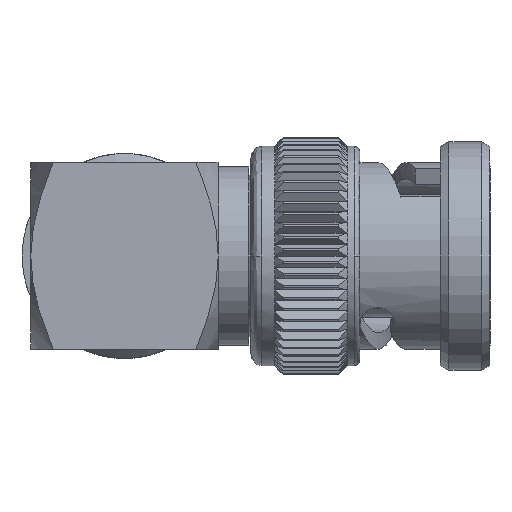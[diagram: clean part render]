
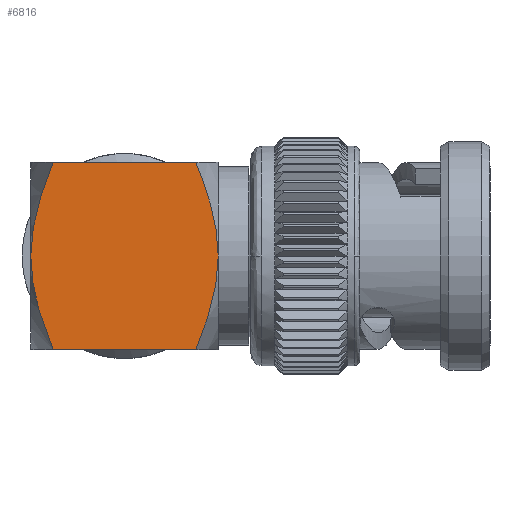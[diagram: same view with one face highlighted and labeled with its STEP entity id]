
A CAD part, left-side view. The second image highlights one B-rep face of the part: STEP entity #6816.
In plain terms, the highlighted planar face has unit normal (-1, 0, 0).
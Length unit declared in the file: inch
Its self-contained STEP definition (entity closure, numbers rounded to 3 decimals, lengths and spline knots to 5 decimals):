
#120 = EDGE_CURVE ( 'NONE', #14488, #3201, #6895, .T. ) ;
#732 = CARTESIAN_POINT ( 'NONE',  ( -0.225, -0.17119, 0.225 ) ) ;
#1129 = CARTESIAN_POINT ( 'NONE',  ( -0.225, -0.225, -0.01933 ) ) ;
#1242 = CARTESIAN_POINT ( 'NONE',  ( -0.225, 0.17854, 0.20701 ) ) ;
#1366 = ORIENTED_EDGE ( 'NONE', *, *, #10916, .F. ) ;
#1368 = EDGE_LOOP ( 'NONE', ( #8721, #1366, #6264, #10985, #7422, #9426 ) ) ;
#2129 = CARTESIAN_POINT ( 'NONE',  ( -0.225, 0.225, 0. ) ) ;
#2745 = CARTESIAN_POINT ( 'NONE',  ( -0.225, -0.225, 0.225 ) ) ;
#2888 = CARTESIAN_POINT ( 'NONE',  ( -0.225, -0.225, -0.225 ) ) ;
#3201 = VERTEX_POINT ( 'NONE', #13567 ) ;
#3428 = CARTESIAN_POINT ( 'NONE',  ( -0.225, 0.225, 0. ) ) ;
#3504 = CARTESIAN_POINT ( 'NONE',  ( -0.225, 0.17119, -0.225 ) ) ;
#3613 = FACE_OUTER_BOUND ( 'NONE', #1368, .T. ) ;
#3733 = CARTESIAN_POINT ( 'NONE',  ( -0.225, -0.21895, 0.07709 ) ) ;
#3736 = EDGE_CURVE ( 'NONE', #13852, #5590, #10824, .T. ) ;
#3904 = EDGE_CURVE ( 'NONE', #14271, #5590, #8589, .T. ) ;
#4475 = CARTESIAN_POINT ( 'NONE',  ( -0.225, 0.21394, -0.09626 ) ) ;
#4484 = CARTESIAN_POINT ( 'NONE',  ( -0.225, 0.225, 0. ) ) ;
#4548 = CARTESIAN_POINT ( 'NONE',  ( -0.225, 0.21796, -0.07735 ) ) ;
#4629 = CARTESIAN_POINT ( 'NONE',  ( -0.225, 0.225, 0.03902 ) ) ;
#4709 = CARTESIAN_POINT ( 'NONE',  ( -0.225, 0.17119, -0.225 ) ) ;
#5517 = CARTESIAN_POINT ( 'NONE',  ( -0.225, -0.17854, 0.20701 ) ) ;
#5590 = VERTEX_POINT ( 'NONE', #8641 ) ;
#5594 = CARTESIAN_POINT ( 'NONE',  ( -0.225, 0.17119, 0.225 ) ) ;
#5631 = CARTESIAN_POINT ( 'NONE',  ( -0.225, -0.2235, -0.03897 ) ) ;
#5679 = CARTESIAN_POINT ( 'NONE',  ( -0.225, 0.20422, 0.13331 ) ) ;
#5874 = CARTESIAN_POINT ( 'NONE',  ( -0.225, -0.18552, 0.18884 ) ) ;
#6225 = LINE ( 'NONE', #2745, #14381 ) ;
#6264 = ORIENTED_EDGE ( 'NONE', *, *, #120, .F. ) ;
#6816 = ADVANCED_FACE ( 'NONE', ( #3613 ), #12638, .F. ) ;
#6895 = B_SPLINE_CURVE_WITH_KNOTS ( 'NONE', 3,
 ( #2129, #4629, #9157, #5679, #7749, #11089, #1242, #5594 ),
 .UNSPECIFIED., .F., .F.,
 ( 4, 2, 2, 4 ),
 ( 0.01239, 0.01537, 0.01686, 0.01835 ),
 .UNSPECIFIED. ) ;
#7017 = DIRECTION ( 'NONE',  ( 1., 0., 0. ) ) ;
#7422 = ORIENTED_EDGE ( 'NONE', *, *, #3904, .T. ) ;
#7702 = EDGE_CURVE ( 'NONE', #14271, #14488, #13280, .T. ) ;
#7749 = CARTESIAN_POINT ( 'NONE',  ( -0.225, 0.19838, 0.15195 ) ) ;
#7936 = CARTESIAN_POINT ( 'NONE',  ( -0.225, -0.17119, -0.225 ) ) ;
#8589 = LINE ( 'NONE', #2888, #14589 ) ;
#8641 = CARTESIAN_POINT ( 'NONE',  ( -0.225, -0.17119, -0.225 ) ) ;
#8656 = DIRECTION ( 'NONE',  ( 0., -1., 0. ) ) ;
#8721 = ORIENTED_EDGE ( 'NONE', *, *, #10272, .F. ) ;
#8954 = AXIS2_PLACEMENT_3D ( 'NONE', #13888, #7017, #11528 ) ;
#9057 = CARTESIAN_POINT ( 'NONE',  ( -0.225, -0.21394, -0.09626 ) ) ;
#9140 = CARTESIAN_POINT ( 'NONE',  ( -0.225, 0.2235, -0.03897 ) ) ;
#9157 = CARTESIAN_POINT ( 'NONE',  ( -0.225, 0.21895, 0.07709 ) ) ;
#9361 = CARTESIAN_POINT ( 'NONE',  ( -0.225, -0.225, 0.03902 ) ) ;
#9426 = ORIENTED_EDGE ( 'NONE', *, *, #3736, .F. ) ;
#9847 = CARTESIAN_POINT ( 'NONE',  ( -0.225, -0.1992, -0.15236 ) ) ;
#10154 = CARTESIAN_POINT ( 'NONE',  ( -0.225, -0.21796, -0.07735 ) ) ;
#10272 = EDGE_CURVE ( 'NONE', #12823, #13852, #12872, .T. ) ;
#10395 = CARTESIAN_POINT ( 'NONE',  ( -0.225, -0.19838, 0.15195 ) ) ;
#10824 = B_SPLINE_CURVE_WITH_KNOTS ( 'NONE', 3,
 ( #14583, #1129, #5631, #10154, #9057, #9847, #13554, #7936 ),
 .UNSPECIFIED., .F., .F.,
 ( 4, 2, 2, 4 ),
 ( 0.02075, 0.02221, 0.02367, 0.0266 ),
 .UNSPECIFIED. ) ;
#10916 = EDGE_CURVE ( 'NONE', #3201, #12823, #6225, .T. ) ;
#10985 = ORIENTED_EDGE ( 'NONE', *, *, #7702, .F. ) ;
#11089 = CARTESIAN_POINT ( 'NONE',  ( -0.225, 0.18552, 0.18884 ) ) ;
#11157 = CARTESIAN_POINT ( 'NONE',  ( -0.225, -0.17119, 0.225 ) ) ;
#11429 = CARTESIAN_POINT ( 'NONE',  ( -0.225, 0.225, -0.01933 ) ) ;
#11528 = DIRECTION ( 'NONE',  ( 0., 0., -1. ) ) ;
#11717 = CARTESIAN_POINT ( 'NONE',  ( -0.225, -0.20422, 0.13331 ) ) ;
#12459 = CARTESIAN_POINT ( 'NONE',  ( -0.225, 0.1992, -0.15236 ) ) ;
#12638 = PLANE ( 'NONE',  #8954 ) ;
#12718 = CARTESIAN_POINT ( 'NONE',  ( -0.225, -0.225, 0. ) ) ;
#12823 = VERTEX_POINT ( 'NONE', #732 ) ;
#12872 = B_SPLINE_CURVE_WITH_KNOTS ( 'NONE', 3,
 ( #11157, #5517, #5874, #10395, #11717, #3733, #9361, #13859 ),
 .UNSPECIFIED., .F., .F.,
 ( 4, 2, 2, 4 ),
 ( 0.01484, 0.01632, 0.01779, 0.02075 ),
 .UNSPECIFIED. ) ;
#13103 = DIRECTION ( 'NONE',  ( 0., -1., 0. ) ) ;
#13280 = B_SPLINE_CURVE_WITH_KNOTS ( 'NONE', 3,
 ( #3504, #14608, #12459, #4475, #4548, #9140, #11429, #3428 ),
 .UNSPECIFIED., .F., .F.,
 ( 4, 2, 2, 4 ),
 ( 0.00648, 0.00944, 0.01091, 0.01239 ),
 .UNSPECIFIED. ) ;
#13554 = CARTESIAN_POINT ( 'NONE',  ( -0.225, -0.18586, -0.18907 ) ) ;
#13567 = CARTESIAN_POINT ( 'NONE',  ( -0.225, 0.17119, 0.225 ) ) ;
#13852 = VERTEX_POINT ( 'NONE', #12718 ) ;
#13859 = CARTESIAN_POINT ( 'NONE',  ( -0.225, -0.225, 0. ) ) ;
#13888 = CARTESIAN_POINT ( 'NONE',  ( -0.225, -0.225, 0.225 ) ) ;
#14271 = VERTEX_POINT ( 'NONE', #4709 ) ;
#14381 = VECTOR ( 'NONE', #13103, 39.37008 ) ;
#14488 = VERTEX_POINT ( 'NONE', #4484 ) ;
#14583 = CARTESIAN_POINT ( 'NONE',  ( -0.225, -0.225, 0. ) ) ;
#14589 = VECTOR ( 'NONE', #8656, 39.37008 ) ;
#14608 = CARTESIAN_POINT ( 'NONE',  ( -0.225, 0.18586, -0.18907 ) ) ;
